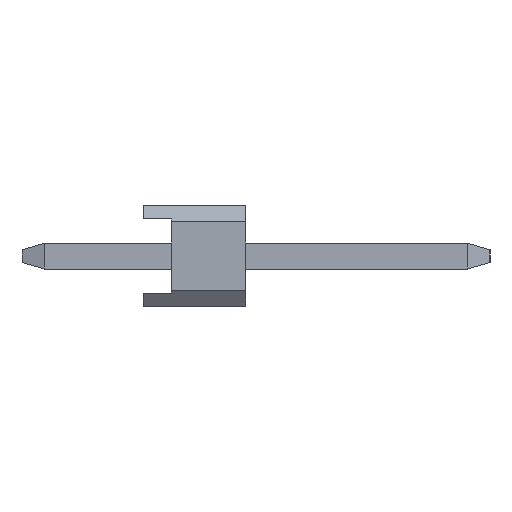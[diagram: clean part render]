
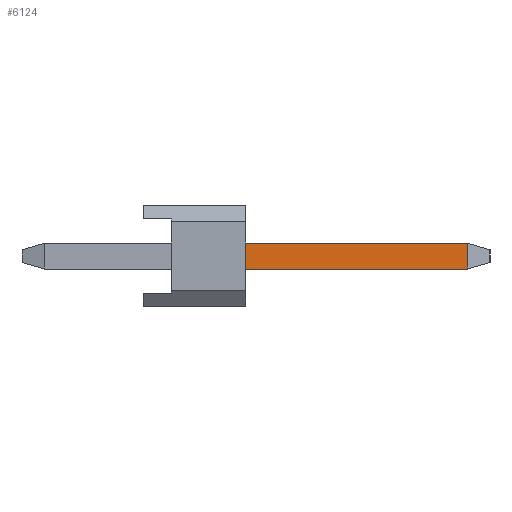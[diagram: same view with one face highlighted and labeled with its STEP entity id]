
A CAD part, left-side view. The second image highlights one B-rep face of the part: STEP entity #6124.
In plain terms, the highlighted planar face has unit normal (-1, 0, 0).
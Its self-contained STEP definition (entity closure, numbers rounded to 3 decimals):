
#4952=EDGE_CURVE('',#8844,#7072,#14805,.T.);
#6124=ADVANCED_FACE('',(#16081),#16082,.T.);
#7072=VERTEX_POINT('',#17164);
#7536=EDGE_CURVE('',#8244,#12608,#17670,.T.);
#8244=VERTEX_POINT('',#18452);
#8406=EDGE_CURVE('',#12608,#8844,#18630,.T.);
#8844=VERTEX_POINT('',#19118);
#12608=VERTEX_POINT('',#23289);
#13646=EDGE_CURVE('',#7072,#8244,#24431,.T.);
#14805=LINE('',#25675,#25676);
#16081=FACE_OUTER_BOUND('',#27530,.T.);
#16082=PLANE('',#27531);
#17164=CARTESIAN_POINT('',(-39.69,-2.54,0.32));
#17670=LINE('',#29768,#29769);
#18452=CARTESIAN_POINT('',(-39.69,-8.054,0.32));
#18630=LINE('',#31156,#31157);
#19118=CARTESIAN_POINT('',(-39.69,-2.54,-0.32));
#23289=CARTESIAN_POINT('',(-39.69,-8.054,-0.32));
#24431=LINE('',#39571,#39572);
#25675=CARTESIAN_POINT('',(-39.69,-2.54,0.252));
#25676=VECTOR('',#41375,1.0);
#27530=EDGE_LOOP('',(#42520,#42521,#42522,#42523));
#27531=AXIS2_PLACEMENT_3D('',#42524,#42525,#42526);
#29768=CARTESIAN_POINT('',(-39.69,-8.054,0.5));
#29769=VECTOR('',#44431,1.0);
#31156=CARTESIAN_POINT('',(-39.69,2.454,-0.32));
#31157=VECTOR('',#45391,1.0);
#39571=CARTESIAN_POINT('',(-39.69,-2.8,0.32));
#39572=VECTOR('',#51438,1.0);
#41375=DIRECTION('',(0.,0.,1.0));
#42520=ORIENTED_EDGE('',*,*,#4952,.F.);
#42521=ORIENTED_EDGE('',*,*,#8406,.F.);
#42522=ORIENTED_EDGE('',*,*,#7536,.F.);
#42523=ORIENTED_EDGE('',*,*,#13646,.F.);
#42524=CARTESIAN_POINT('',(-39.69,2.454,0.5));
#42525=DIRECTION('',(-1.0,0.,0.));
#42526=DIRECTION('',(0.,1.0,0.));
#44431=DIRECTION('',(0.0,0.,-1.0));
#45391=DIRECTION('',(0.,1.0,0.));
#51438=DIRECTION('',(0.,-1.0,0.));
